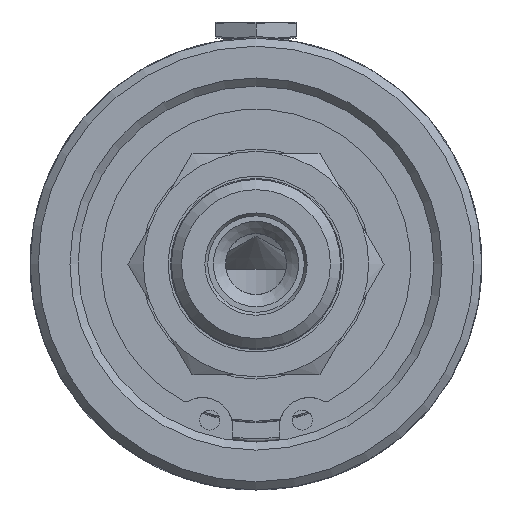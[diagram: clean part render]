
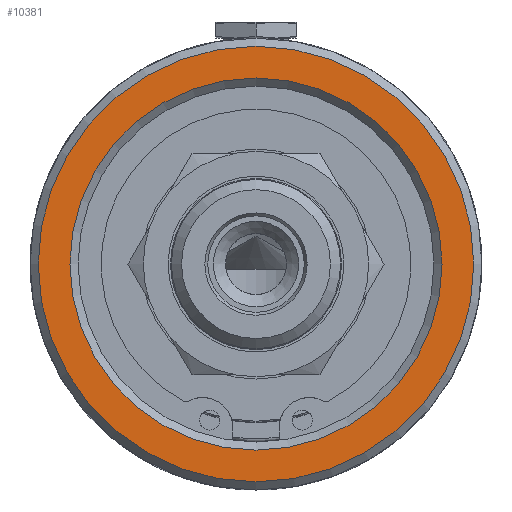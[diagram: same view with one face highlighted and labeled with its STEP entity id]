
A CAD part, left-side view. The second image highlights one B-rep face of the part: STEP entity #10381.
In plain terms, the highlighted planar face has unit normal (-1, 0, 0).
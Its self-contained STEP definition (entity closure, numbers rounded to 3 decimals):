
#239=PLANE('',#10957);
#588=FACE_BOUND('',#1719,.T.);
#1084=FACE_OUTER_BOUND('',#1718,.T.);
#1718=EDGE_LOOP('',(#9057));
#1719=EDGE_LOOP('',(#9058));
#3054=CIRCLE('',#10956,21.45);
#3055=CIRCLE('',#10958,18.325);
#4745=VERTEX_POINT('',#66537);
#4746=VERTEX_POINT('',#66541);
#6216=EDGE_CURVE('',#4745,#4745,#3054,.T.);
#6217=EDGE_CURVE('',#4746,#4746,#3055,.T.);
#9057=ORIENTED_EDGE('',*,*,#6216,.F.);
#9058=ORIENTED_EDGE('',*,*,#6217,.F.);
#10381=ADVANCED_FACE('',(#1084,#588),#239,.F.);
#10956=AXIS2_PLACEMENT_3D('',#66539,#12499,#12500);
#10957=AXIS2_PLACEMENT_3D('',#66540,#12501,#12502);
#10958=AXIS2_PLACEMENT_3D('',#66542,#12503,#12504);
#12499=DIRECTION('center_axis',(1.,0.,0.));
#12500=DIRECTION('ref_axis',(0.,0.,-1.));
#12501=DIRECTION('center_axis',(1.,0.,0.));
#12502=DIRECTION('ref_axis',(0.,0.,-1.));
#12503=DIRECTION('center_axis',(-1.,0.,0.));
#12504=DIRECTION('ref_axis',(0.,0.,-1.));
#66537=CARTESIAN_POINT('',(26.36,0.,21.45));
#66539=CARTESIAN_POINT('Origin',(26.36,0.,0.));
#66540=CARTESIAN_POINT('Origin',(26.36,0.,-22.25));
#66541=CARTESIAN_POINT('',(26.36,0.,18.325));
#66542=CARTESIAN_POINT('Origin',(26.36,0.,0.));
